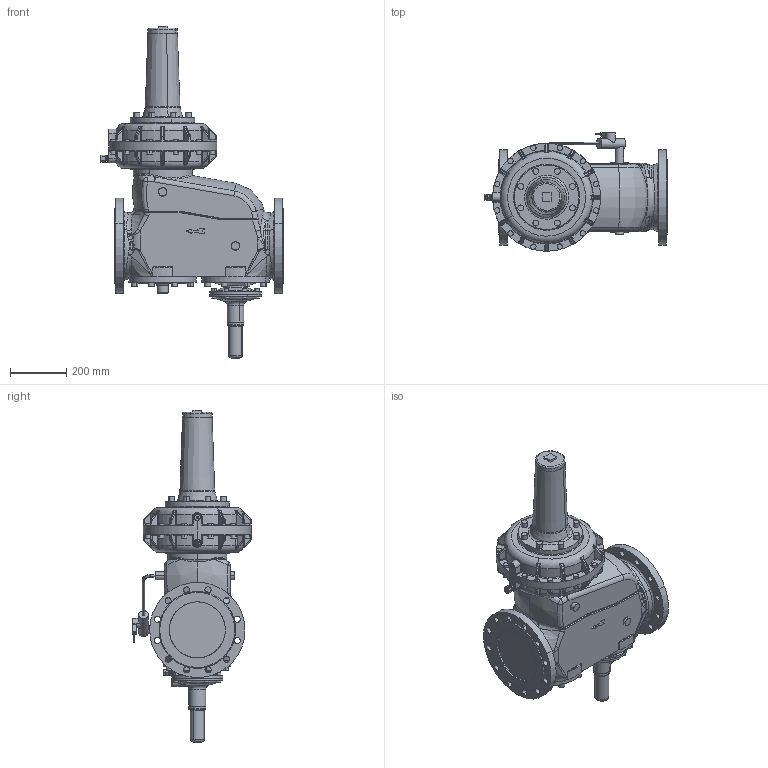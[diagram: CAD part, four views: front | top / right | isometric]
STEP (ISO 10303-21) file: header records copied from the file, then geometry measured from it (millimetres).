
FILE_DESCRIPTION(('CATIA V5 STEP Exchange'),'2;1');
FILE_NAME('RS250-DN200-385-PN16.stp','2016-07-28T08:17:30+00:00',('none'),('none'),'CATIA Version 5 Release 19 SP 9 (IN-10)','CATIA V5 STEP AP203','none');
FILE_SCHEMA(('CONFIG_CONTROL_DESIGN'));
Products named in the file (1): RS250-DN200-385-PN16
Bounding box: 650.3 x 423 x 1184.5 mm (x, y, z)
Volume: 68472831 mm3; surface area: 1728579 mm2
Topology: 1 solids, 30 shells, 2065 faces, 5052 edges, 2992 vertices
Faces by surface type: cylinder 775, torus 386, plane 371, bspline 323, cone 131, sphere 78, revolution 1
Entity records: 104751 total; most frequent: CARTESIAN_POINT 63178, ORIENTED_EDGE 9834, DIRECTION 6007, EDGE_CURVE 4917, AXIS2_PLACEMENT_3D 3333, VERTEX_POINT 2992, EDGE_LOOP 2201, ADVANCED_FACE 2065
